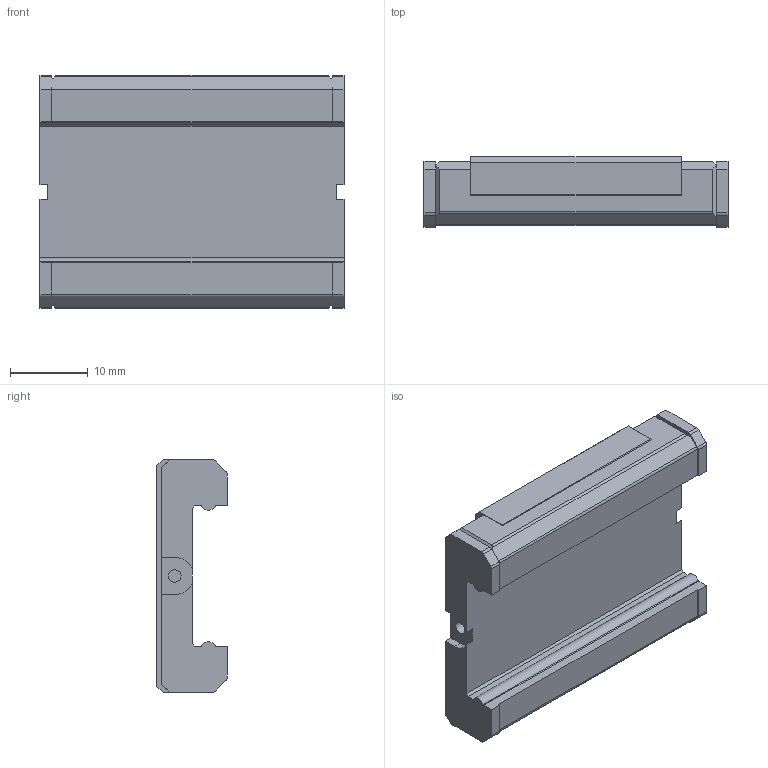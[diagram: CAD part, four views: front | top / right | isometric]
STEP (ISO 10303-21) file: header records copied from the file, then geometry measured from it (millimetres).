
FILE_DESCRIPTION(/* description */ ('STEP AP214'),/* implementation_level */ '2;1');
FILE_NAME(/* name */ 'SRS9WGMUU(GK) BLOCK(1)',/* time_stamp */ '2023-02-06T13:04:08+01:00',/* author */ ('License CC BY-ND 4.0'),/* organization */ ('CADENAS'),/* preprocessor_version */ 'ST-DEVELOPER v18.102',/* originating_system */ 'PARTsolutions',/* authorisation */ ' ');
FILE_SCHEMA (('AUTOMOTIVE_DESIGN {1 0 10303 214 3 1 1}'));
Length unit declared in the file: millimetre
Products named in the file (2): SRS9WGMUU(GK) BLOCK(1); SRS9WGMUU1 S
Assembly tree (1 placements, depth 2):
  SRS9WGMUU(GK) BLOCK(1)
    SRS9WGMUU1 S
Bounding box: 39 x 9 x 30 mm (x, y, z)
Volume: 6830.9 mm3; surface area: 3811.7 mm2
Topology: 1 solids, 1 shells, 112 faces, 304 edges, 196 vertices
Faces by surface type: plane 75, cylinder 29, cone 8
Full cylindrical faces by diameter (mm): 1.6 x2, 2.459 x4
Entity records: 3417 total; most frequent: CARTESIAN_POINT 588, DIRECTION 576, ORIENTED_EDGE 564, EDGE_CURVE 282, LINE 216, VECTOR 216, VERTEX_POINT 192, AXIS2_PLACEMENT_3D 180
